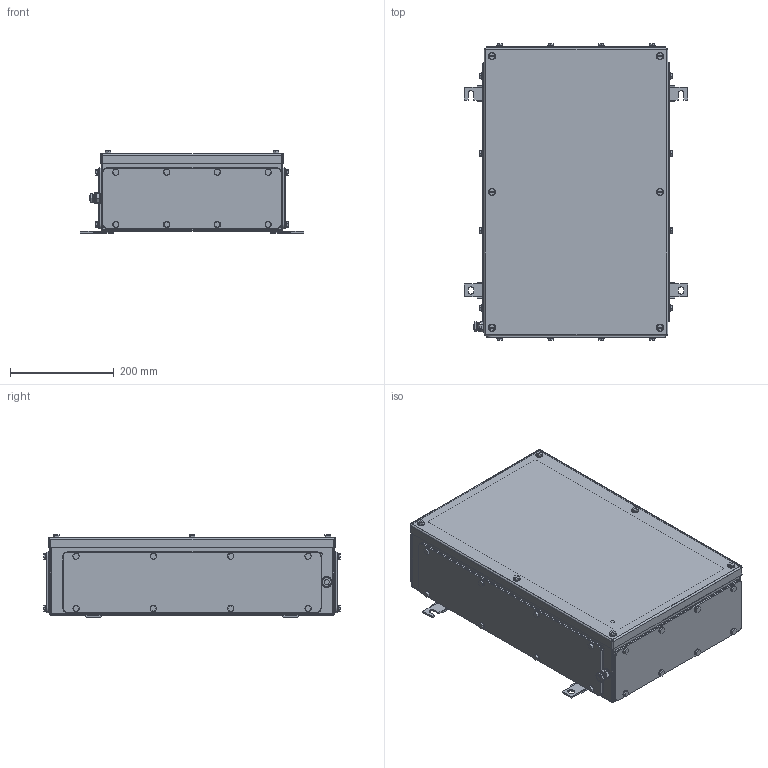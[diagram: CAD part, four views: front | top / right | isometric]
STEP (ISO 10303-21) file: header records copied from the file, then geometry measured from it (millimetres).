
FILE_DESCRIPTION(('CATIA V5 STEP Exchange','CAx-IF Rec.Pracs.--- Model Styling and Organization---1.4--- 2014-01-23'),'2;1');
FILE_NAME ('008673-4_5_1196340000_1196340000.stp','2019-09-25T07:57:50+00:00',('none'),('Weidmueller'),'CATIA Version 5-6 Release 2016 SP3 HF44','CATIA V5 STEP AP214','none');
FILE_SCHEMA(('AUTOMOTIVE_DESIGN { 1 0 10303 214 1 1 1 1 }'));
Products named in the file (1): ZUB_KTB_FS_553515_4GP
Bounding box: 431 x 572 x 158.5 mm (x, y, z)
Volume: 1862174.2 mm3; surface area: 1911532.9 mm2
Topology: 112 solids, 112 shells, 2252 faces, 5164 edges, 3252 vertices
Faces by surface type: cylinder 1074, plane 876, cone 280, sphere 16, torus 6
Entity records: 59795 total; most frequent: CARTESIAN_POINT 11858, ORIENTED_EDGE 10120, DIRECTION 8075, EDGE_CURVE 5060, AXIS2_PLACEMENT_3D 3758, VERTEX_POINT 3252, EDGE_LOOP 2736, VECTOR 2694
